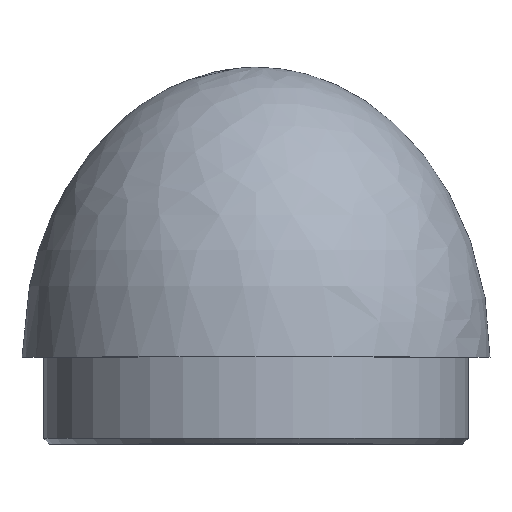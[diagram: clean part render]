
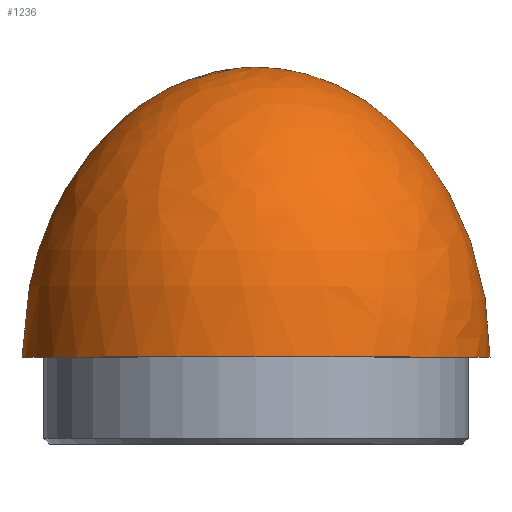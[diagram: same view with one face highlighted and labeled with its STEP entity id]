
A CAD part, top view. The second image highlights one B-rep face of the part: STEP entity #1236.
In plain terms, the highlighted free-form (B-spline) face has degree [2, 2] with [3, 9] control points.
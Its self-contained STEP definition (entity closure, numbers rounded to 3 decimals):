
#15=ELLIPSE('',#1398,50.,40.35);
#17=(
BOUNDED_SURFACE()
B_SPLINE_SURFACE(2,2,((#3489,#3490,#3491,#3492,#3493,#3494,#3495,#3496,
#3497),(#3498,#3499,#3500,#3501,#3502,#3503,#3504,#3505,#3506),(#3507,#3508,
#3509,#3510,#3511,#3512,#3513,#3514,#3515)),.UNSPECIFIED.,.F.,.T.,.F.)
B_SPLINE_SURFACE_WITH_KNOTS((3,3),(3,2,2,2,3),(-1.571,0.),
(0.,1.571,3.142,4.712,6.283),
 .UNSPECIFIED.)
GEOMETRIC_REPRESENTATION_ITEM()
RATIONAL_B_SPLINE_SURFACE(((1.,0.707,1.,0.707,1.,
0.707,1.,0.707,1.),(0.707,0.5,0.707,
0.5,0.707,0.5,0.707,0.5,0.707),(1.,
0.707,1.,0.707,1.,0.707,1.,0.707,
1.)))
REPRESENTATION_ITEM('')
SURFACE()
);
#246=FACE_OUTER_BOUND('',#326,.T.);
#326=EDGE_LOOP('',(#1145,#1146,#1147));
#416=CIRCLE('',#1397,40.35);
#582=VERTEX_POINT('',#3487);
#583=VERTEX_POINT('',#3516);
#770=EDGE_CURVE('',#582,#582,#416,.T.);
#771=EDGE_CURVE('',#582,#583,#15,.T.);
#1145=ORIENTED_EDGE('',*,*,#771,.T.);
#1146=ORIENTED_EDGE('',*,*,#771,.F.);
#1147=ORIENTED_EDGE('',*,*,#770,.F.);
#1236=ADVANCED_FACE('',(#246),#17,.T.);
#1397=AXIS2_PLACEMENT_3D('',#3488,#1739,#1740);
#1398=AXIS2_PLACEMENT_3D('',#3517,#1741,#1742);
#1739=DIRECTION('center_axis',(0.,-1.,0.));
#1740=DIRECTION('ref_axis',(1.,0.,0.));
#1741=DIRECTION('center_axis',(0.,0.,1.));
#1742=DIRECTION('ref_axis',(0.,1.,0.));
#3487=CARTESIAN_POINT('',(40.35,0.,0.));
#3488=CARTESIAN_POINT('Origin',(0.,0.,0.));
#3489=CARTESIAN_POINT('Ctrl Pts',(40.35,0.,0.));
#3490=CARTESIAN_POINT('Ctrl Pts',(40.35,0.,40.35));
#3491=CARTESIAN_POINT('Ctrl Pts',(0.,0.,
40.35));
#3492=CARTESIAN_POINT('Ctrl Pts',(-40.35,0.,40.35));
#3493=CARTESIAN_POINT('Ctrl Pts',(-40.35,0.,0.));
#3494=CARTESIAN_POINT('Ctrl Pts',(-40.35,0.,-40.35));
#3495=CARTESIAN_POINT('Ctrl Pts',(0.,0.,
-40.35));
#3496=CARTESIAN_POINT('Ctrl Pts',(40.35,0.,-40.35));
#3497=CARTESIAN_POINT('Ctrl Pts',(40.35,0.,0.));
#3498=CARTESIAN_POINT('Ctrl Pts',(40.35,50.,0.));
#3499=CARTESIAN_POINT('Ctrl Pts',(40.35,50.,40.35));
#3500=CARTESIAN_POINT('Ctrl Pts',(0.,50.,40.35));
#3501=CARTESIAN_POINT('Ctrl Pts',(-40.35,50.,40.35));
#3502=CARTESIAN_POINT('Ctrl Pts',(-40.35,50.,0.));
#3503=CARTESIAN_POINT('Ctrl Pts',(-40.35,50.,-40.35));
#3504=CARTESIAN_POINT('Ctrl Pts',(0.,50.,-40.35));
#3505=CARTESIAN_POINT('Ctrl Pts',(40.35,50.,-40.35));
#3506=CARTESIAN_POINT('Ctrl Pts',(40.35,50.,0.));
#3507=CARTESIAN_POINT('Ctrl Pts',(0.,50.,0.));
#3508=CARTESIAN_POINT('Ctrl Pts',(0.,50.,0.));
#3509=CARTESIAN_POINT('Ctrl Pts',(0.,50.,0.));
#3510=CARTESIAN_POINT('Ctrl Pts',(0.,50.,0.));
#3511=CARTESIAN_POINT('Ctrl Pts',(0.,50.,0.));
#3512=CARTESIAN_POINT('Ctrl Pts',(0.,50.,0.));
#3513=CARTESIAN_POINT('Ctrl Pts',(0.,50.,0.));
#3514=CARTESIAN_POINT('Ctrl Pts',(0.,50.,0.));
#3515=CARTESIAN_POINT('Ctrl Pts',(0.,50.,0.));
#3516=CARTESIAN_POINT('',(0.,50.,0.));
#3517=CARTESIAN_POINT('Origin',(0.,0.,0.));
